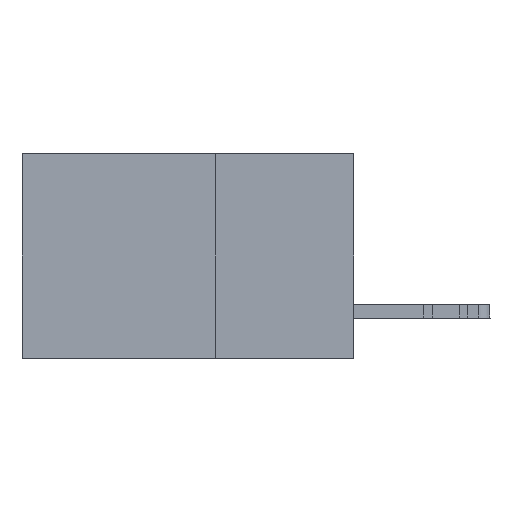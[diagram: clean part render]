
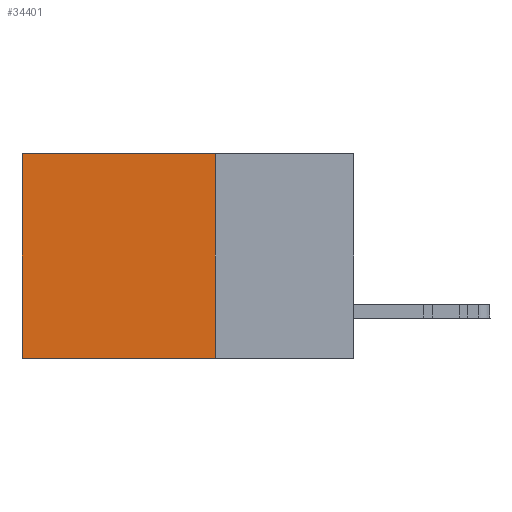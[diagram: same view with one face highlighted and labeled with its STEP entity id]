
A CAD part, left-side view. The second image highlights one B-rep face of the part: STEP entity #34401.
In plain terms, the highlighted planar face has unit normal (-1, 0, 0).
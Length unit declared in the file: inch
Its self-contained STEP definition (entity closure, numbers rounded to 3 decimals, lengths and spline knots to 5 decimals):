
#1012 = DIRECTION ( 'NONE',  ( 0., 1., 0. ) ) ;
#3271 = ORIENTED_EDGE ( 'NONE', *, *, #15335, .F. ) ;
#4269 = EDGE_CURVE ( 'NONE', #18550, #29576, #7804, .T. ) ;
#4843 = EDGE_CURVE ( 'NONE', #36955, #29576, #30258, .T. ) ;
#5074 = DIRECTION ( 'NONE',  ( 0., 1., 0. ) ) ;
#7357 = DIRECTION ( 'NONE',  ( 1., 0., 0. ) ) ;
#7804 = LINE ( 'NONE', #19317, #27442 ) ;
#9052 = EDGE_LOOP ( 'NONE', ( #32451, #29031, #3271, #17012 ) ) ;
#10559 = VECTOR ( 'NONE', #26928, 39.37008 ) ;
#12041 = VECTOR ( 'NONE', #5074, 39.37008 ) ;
#13051 = AXIS2_PLACEMENT_3D ( 'NONE', #25663, #7357, #28859 ) ;
#14869 = FACE_OUTER_BOUND ( 'NONE', #9052, .T. ) ;
#15335 = EDGE_CURVE ( 'NONE', #26975, #36955, #37298, .T. ) ;
#16078 = CARTESIAN_POINT ( 'NONE',  ( 0.2875, 0.25, -0.37 ) ) ;
#16804 = VECTOR ( 'NONE', #1012, 39.37008 ) ;
#17012 = ORIENTED_EDGE ( 'NONE', *, *, #26281, .T. ) ;
#18550 = VERTEX_POINT ( 'NONE', #29767 ) ;
#19317 = CARTESIAN_POINT ( 'NONE',  ( 0.2875, 0.6, 0. ) ) ;
#19341 = PLANE ( 'NONE',  #13051 ) ;
#21572 = LINE ( 'NONE', #29251, #12041 ) ;
#25663 = CARTESIAN_POINT ( 'NONE',  ( 0.2875, 0.25, 0. ) ) ;
#26281 = EDGE_CURVE ( 'NONE', #26975, #18550, #21572, .T. ) ;
#26414 = CARTESIAN_POINT ( 'NONE',  ( 0.2875, 0.25, 0. ) ) ;
#26928 = DIRECTION ( 'NONE',  ( 0., 0., -1. ) ) ;
#26975 = VERTEX_POINT ( 'NONE', #26414 ) ;
#27442 = VECTOR ( 'NONE', #28833, 39.37008 ) ;
#28833 = DIRECTION ( 'NONE',  ( 0., 0., -1. ) ) ;
#28859 = DIRECTION ( 'NONE',  ( 0., 0., -1. ) ) ;
#29031 = ORIENTED_EDGE ( 'NONE', *, *, #4843, .F. ) ;
#29251 = CARTESIAN_POINT ( 'NONE',  ( 0.2875, 0.25, 0. ) ) ;
#29576 = VERTEX_POINT ( 'NONE', #37372 ) ;
#29767 = CARTESIAN_POINT ( 'NONE',  ( 0.2875, 0.6, 0. ) ) ;
#30258 = LINE ( 'NONE', #16078, #16804 ) ;
#31858 = CARTESIAN_POINT ( 'NONE',  ( 0.2875, 0.25, -0.37 ) ) ;
#32451 = ORIENTED_EDGE ( 'NONE', *, *, #4269, .T. ) ;
#32960 = CARTESIAN_POINT ( 'NONE',  ( 0.2875, 0.25, 0. ) ) ;
#34401 = ADVANCED_FACE ( 'NONE', ( #14869 ), #19341, .F. ) ;
#36955 = VERTEX_POINT ( 'NONE', #31858 ) ;
#37298 = LINE ( 'NONE', #32960, #10559 ) ;
#37372 = CARTESIAN_POINT ( 'NONE',  ( 0.2875, 0.6, -0.37 ) ) ;
